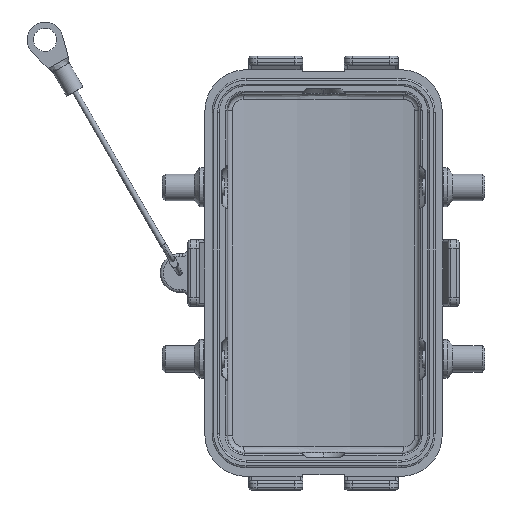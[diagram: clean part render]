
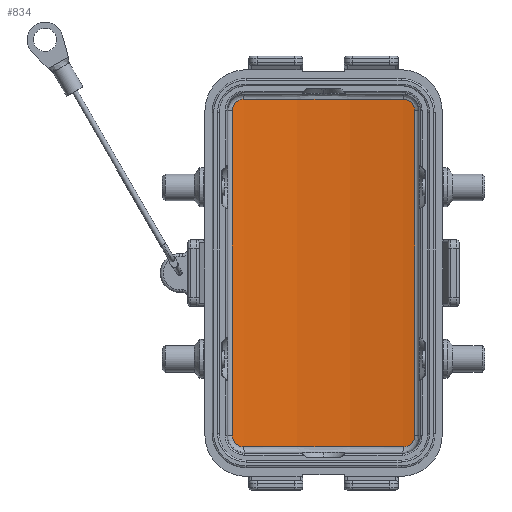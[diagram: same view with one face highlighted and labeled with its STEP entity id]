
A CAD part, front view. The second image highlights one B-rep face of the part: STEP entity #834.
In plain terms, the highlighted cylindrical face has radius 98.25 mm (diameter 196.5 mm), a partial arc.
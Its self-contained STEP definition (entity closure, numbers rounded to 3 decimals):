
#540=B_SPLINE_CURVE_WITH_KNOTS('',3,(#15813,#15814,#15815,#15816,#15817,
#15818,#15819,#15820,#15821,#15822,#15823,#15824,#15825,#15826,#15827,#15828),
 .UNSPECIFIED.,.F.,.F.,(4,3,3,3,3,4),(0.,0.211,0.423,
0.64,0.848,1.),.UNSPECIFIED.);
#541=B_SPLINE_CURVE_WITH_KNOTS('',3,(#15832,#15833,#15834,#15835,#15836,
#15837,#15838,#15839,#15840,#15841,#15842,#15843,#15844,#15845,#15846,#15847),
 .UNSPECIFIED.,.F.,.F.,(4,3,3,3,3,4),(0.,0.22,0.44,
0.661,0.868,1.),.UNSPECIFIED.);
#542=B_SPLINE_CURVE_WITH_KNOTS('',3,(#15851,#15852,#15853,#15854,#15855,
#15856,#15857,#15858,#15859,#15860,#15861,#15862,#15863,#15864,#15865,#15866),
 .UNSPECIFIED.,.F.,.F.,(4,3,3,3,3,4),(0.,0.211,0.423,
0.64,0.85,1.),.UNSPECIFIED.);
#543=B_SPLINE_CURVE_WITH_KNOTS('',3,(#15870,#15871,#15872,#15873,#15874,
#15875,#15876,#15877,#15878,#15879,#15880,#15881,#15882,#15883,#15884,#15885),
 .UNSPECIFIED.,.F.,.F.,(4,3,3,3,3,4),(0.,0.22,0.44,
0.661,0.869,1.),.UNSPECIFIED.);
#834=ADVANCED_FACE('',(#1617),#1253,.F.);
#1253=CYLINDRICAL_SURFACE('',#9663,98.25);
#1617=FACE_OUTER_BOUND('',#2141,.T.);
#2141=EDGE_LOOP('',(#5592,#5593,#5594,#5595,#5596,#5597,#5598,#5599));
#3426=LINE('',#15810,#4048);
#3427=LINE('',#15849,#4049);
#4048=VECTOR('',#11743,1.);
#4049=VECTOR('',#11746,1.);
#5592=ORIENTED_EDGE('',*,*,#8544,.T.);
#5593=ORIENTED_EDGE('',*,*,#8545,.T.);
#5594=ORIENTED_EDGE('',*,*,#8546,.T.);
#5595=ORIENTED_EDGE('',*,*,#8547,.T.);
#5596=ORIENTED_EDGE('',*,*,#8548,.T.);
#5597=ORIENTED_EDGE('',*,*,#8549,.T.);
#5598=ORIENTED_EDGE('',*,*,#8550,.T.);
#5599=ORIENTED_EDGE('',*,*,#8551,.T.);
#7474=VERTEX_POINT('',#15811);
#7475=VERTEX_POINT('',#15812);
#7476=VERTEX_POINT('',#15829);
#7477=VERTEX_POINT('',#15831);
#7478=VERTEX_POINT('',#15848);
#7479=VERTEX_POINT('',#15850);
#7480=VERTEX_POINT('',#15867);
#7481=VERTEX_POINT('',#15869);
#8544=EDGE_CURVE('',#7474,#7475,#3426,.T.);
#8545=EDGE_CURVE('',#7475,#7476,#540,.T.);
#8546=EDGE_CURVE('',#7476,#7477,#9087,.T.);
#8547=EDGE_CURVE('',#7477,#7478,#541,.T.);
#8548=EDGE_CURVE('',#7478,#7479,#3427,.T.);
#8549=EDGE_CURVE('',#7479,#7480,#542,.T.);
#8550=EDGE_CURVE('',#7480,#7481,#9088,.T.);
#8551=EDGE_CURVE('',#7481,#7474,#543,.T.);
#9087=ELLIPSE('',#9661,98.265,98.25);
#9088=ELLIPSE('',#9662,98.265,98.25);
#9661=AXIS2_PLACEMENT_3D('',#15830,#11744,#11745);
#9662=AXIS2_PLACEMENT_3D('',#15868,#11747,#11748);
#9663=AXIS2_PLACEMENT_3D('',#15886,#11749,#11750);
#11743=DIRECTION('',(0.,0.,1.));
#11744=DIRECTION('',(0.,0.017,1.));
#11745=DIRECTION('',(0.,-1.,0.017));
#11746=DIRECTION('',(0.,0.,-1.));
#11747=DIRECTION('',(0.,0.017,-1.));
#11748=DIRECTION('',(0.,1.,0.017));
#11749=DIRECTION('',(0.,0.,1.));
#11750=DIRECTION('',(1.,0.,0.));
#15810=CARTESIAN_POINT('',(16.49,13.356,-45.5));
#15811=CARTESIAN_POINT('',(16.49,13.356,-29.35));
#15812=CARTESIAN_POINT('',(16.49,13.356,29.35));
#15813=CARTESIAN_POINT('',(16.49,13.356,29.35));
#15814=CARTESIAN_POINT('',(16.49,13.356,29.581));
#15815=CARTESIAN_POINT('',(16.448,13.363,29.814));
#15816=CARTESIAN_POINT('',(16.371,13.376,30.03));
#15817=CARTESIAN_POINT('',(16.295,13.389,30.247));
#15818=CARTESIAN_POINT('',(16.181,13.409,30.454));
#15819=CARTESIAN_POINT('',(16.039,13.432,30.633));
#15820=CARTESIAN_POINT('',(15.892,13.456,30.817));
#15821=CARTESIAN_POINT('',(15.711,13.486,30.976));
#15822=CARTESIAN_POINT('',(15.511,13.518,31.099));
#15823=CARTESIAN_POINT('',(15.319,13.549,31.216));
#15824=CARTESIAN_POINT('',(15.105,13.582,31.305));
#15825=CARTESIAN_POINT('',(14.887,13.616,31.358));
#15826=CARTESIAN_POINT('',(14.727,13.64,31.396));
#15827=CARTESIAN_POINT('',(14.561,13.665,31.417));
#15828=CARTESIAN_POINT('',(14.397,13.689,31.416));
#15829=CARTESIAN_POINT('',(14.397,13.689,31.416));
#15830=CARTESIAN_POINT('',(0.,-83.5,33.096));
#15831=CARTESIAN_POINT('',(-14.397,13.689,31.416));
#15832=CARTESIAN_POINT('',(-14.397,13.689,31.416));
#15833=CARTESIAN_POINT('',(-14.634,13.654,31.417));
#15834=CARTESIAN_POINT('',(-14.875,13.618,31.375));
#15835=CARTESIAN_POINT('',(-15.099,13.583,31.296));
#15836=CARTESIAN_POINT('',(-15.322,13.548,31.217));
#15837=CARTESIAN_POINT('',(-15.535,13.514,31.1));
#15838=CARTESIAN_POINT('',(-15.721,13.484,30.952));
#15839=CARTESIAN_POINT('',(-15.907,13.454,30.803));
#15840=CARTESIAN_POINT('',(-16.069,13.427,30.616));
#15841=CARTESIAN_POINT('',(-16.191,13.407,30.411));
#15842=CARTESIAN_POINT('',(-16.307,13.387,30.218));
#15843=CARTESIAN_POINT('',(-16.392,13.373,30.003));
#15844=CARTESIAN_POINT('',(-16.442,13.365,29.783));
#15845=CARTESIAN_POINT('',(-16.473,13.359,29.641));
#15846=CARTESIAN_POINT('',(-16.49,13.356,29.496));
#15847=CARTESIAN_POINT('',(-16.49,13.356,29.35));
#15848=CARTESIAN_POINT('',(-16.49,13.356,29.35));
#15849=CARTESIAN_POINT('',(-16.49,13.356,-45.5));
#15850=CARTESIAN_POINT('',(-16.49,13.356,-29.35));
#15851=CARTESIAN_POINT('',(-16.49,13.356,-29.35));
#15852=CARTESIAN_POINT('',(-16.49,13.356,-29.581));
#15853=CARTESIAN_POINT('',(-16.448,13.363,-29.814));
#15854=CARTESIAN_POINT('',(-16.371,13.376,-30.03));
#15855=CARTESIAN_POINT('',(-16.295,13.389,-30.247));
#15856=CARTESIAN_POINT('',(-16.181,13.409,-30.454));
#15857=CARTESIAN_POINT('',(-16.038,13.432,-30.634));
#15858=CARTESIAN_POINT('',(-15.892,13.456,-30.817));
#15859=CARTESIAN_POINT('',(-15.711,13.486,-30.977));
#15860=CARTESIAN_POINT('',(-15.512,13.518,-31.099));
#15861=CARTESIAN_POINT('',(-15.318,13.549,-31.218));
#15862=CARTESIAN_POINT('',(-15.104,13.582,-31.307));
#15863=CARTESIAN_POINT('',(-14.883,13.616,-31.359));
#15864=CARTESIAN_POINT('',(-14.724,13.641,-31.397));
#15865=CARTESIAN_POINT('',(-14.56,13.665,-31.417));
#15866=CARTESIAN_POINT('',(-14.397,13.689,-31.416));
#15867=CARTESIAN_POINT('',(-14.397,13.689,-31.416));
#15868=CARTESIAN_POINT('',(0.,-83.5,-33.096));
#15869=CARTESIAN_POINT('',(14.397,13.689,-31.416));
#15870=CARTESIAN_POINT('',(14.397,13.689,-31.416));
#15871=CARTESIAN_POINT('',(14.634,13.654,-31.417));
#15872=CARTESIAN_POINT('',(14.875,13.618,-31.375));
#15873=CARTESIAN_POINT('',(15.099,13.583,-31.296));
#15874=CARTESIAN_POINT('',(15.322,13.548,-31.217));
#15875=CARTESIAN_POINT('',(15.536,13.514,-31.1));
#15876=CARTESIAN_POINT('',(15.721,13.484,-30.952));
#15877=CARTESIAN_POINT('',(15.907,13.454,-30.803));
#15878=CARTESIAN_POINT('',(16.069,13.427,-30.617));
#15879=CARTESIAN_POINT('',(16.192,13.407,-30.412));
#15880=CARTESIAN_POINT('',(16.308,13.387,-30.218));
#15881=CARTESIAN_POINT('',(16.395,13.373,-30.001));
#15882=CARTESIAN_POINT('',(16.443,13.364,-29.78));
#15883=CARTESIAN_POINT('',(16.474,13.359,-29.639));
#15884=CARTESIAN_POINT('',(16.49,13.356,-29.494));
#15885=CARTESIAN_POINT('',(16.49,13.356,-29.35));
#15886=CARTESIAN_POINT('',(0.,-83.5,-45.5));
